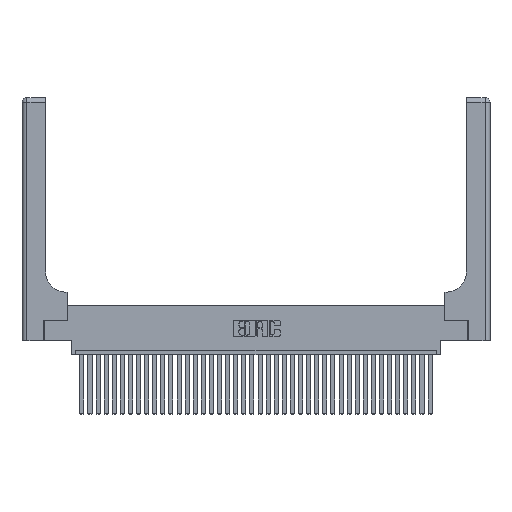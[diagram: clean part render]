
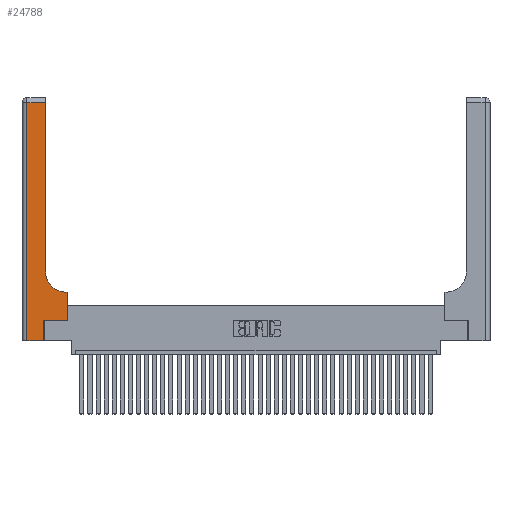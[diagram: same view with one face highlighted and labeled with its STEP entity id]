
A CAD part, top view. The second image highlights one B-rep face of the part: STEP entity #24788.
In plain terms, the highlighted planar face has unit normal (0, 0, 1).
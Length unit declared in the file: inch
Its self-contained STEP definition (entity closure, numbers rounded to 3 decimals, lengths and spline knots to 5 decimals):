
#362 = LINE ( 'NONE', #25673, #12258 ) ;
#579 = CIRCLE ( 'NONE', #6120, 0.25 ) ;
#619 = VERTEX_POINT ( 'NONE', #1058 ) ;
#985 = ORIENTED_EDGE ( 'NONE', *, *, #7801, .T. ) ;
#1058 = CARTESIAN_POINT ( 'NONE',  ( 0.269, 0., 0.37 ) ) ;
#1446 = ORIENTED_EDGE ( 'NONE', *, *, #32897, .T. ) ;
#1458 = CARTESIAN_POINT ( 'NONE',  ( 0.269, 0., 0.37 ) ) ;
#1875 = CARTESIAN_POINT ( 'NONE',  ( 0.269, 0.25, 0.37 ) ) ;
#2519 = EDGE_CURVE ( 'NONE', #21093, #6800, #37679, .T. ) ;
#3156 = LINE ( 'NONE', #31274, #5456 ) ;
#4018 = CARTESIAN_POINT ( 'NONE',  ( 0.06, 3., 0.37 ) ) ;
#4281 = EDGE_CURVE ( 'NONE', #6800, #619, #362, .T. ) ;
#4958 = CARTESIAN_POINT ( 'NONE',  ( 0.2915, 3., 0.37 ) ) ;
#5456 = VECTOR ( 'NONE', #34211, 39.37008 ) ;
#5670 = DIRECTION ( 'NONE',  ( 1., 0., 0. ) ) ;
#6120 = AXIS2_PLACEMENT_3D ( 'NONE', #15613, #11325, #8023 ) ;
#6523 = CARTESIAN_POINT ( 'NONE',  ( 0., 2.94, 0.37 ) ) ;
#6800 = VERTEX_POINT ( 'NONE', #21310 ) ;
#7433 = DIRECTION ( 'NONE',  ( -1., 0., 0. ) ) ;
#7692 = VERTEX_POINT ( 'NONE', #37297 ) ;
#7801 = EDGE_CURVE ( 'NONE', #24258, #27561, #3156, .T. ) ;
#8023 = DIRECTION ( 'NONE',  ( 1., 0., 0. ) ) ;
#8593 = LINE ( 'NONE', #25022, #13651 ) ;
#9226 = VECTOR ( 'NONE', #31465, 39.37008 ) ;
#9279 = VERTEX_POINT ( 'NONE', #26410 ) ;
#10441 = LINE ( 'NONE', #1458, #10887 ) ;
#10887 = VECTOR ( 'NONE', #21922, 39.37008 ) ;
#11072 = FACE_OUTER_BOUND ( 'NONE', #25224, .T. ) ;
#11325 = DIRECTION ( 'NONE',  ( 0., 0., -1. ) ) ;
#11370 = ORIENTED_EDGE ( 'NONE', *, *, #13712, .T. ) ;
#11602 = AXIS2_PLACEMENT_3D ( 'NONE', #33444, #33833, #18799 ) ;
#12258 = VECTOR ( 'NONE', #5670, 39.37008 ) ;
#13651 = VECTOR ( 'NONE', #7433, 39.37008 ) ;
#13668 = DIRECTION ( 'NONE',  ( 0., 1., 0. ) ) ;
#13712 = EDGE_CURVE ( 'NONE', #7692, #35058, #15532, .T. ) ;
#14651 = EDGE_CURVE ( 'NONE', #619, #24258, #10441, .T. ) ;
#14671 = EDGE_CURVE ( 'NONE', #34202, #9279, #8593, .T. ) ;
#15532 = LINE ( 'NONE', #4958, #22413 ) ;
#15613 = CARTESIAN_POINT ( 'NONE',  ( 0.5415, 0.85, 0.37 ) ) ;
#16390 = CARTESIAN_POINT ( 'NONE',  ( 0.5585, 0.25, 0.37 ) ) ;
#16569 = VECTOR ( 'NONE', #33265, 39.37008 ) ;
#16823 = VECTOR ( 'NONE', #29616, 39.37008 ) ;
#18448 = ORIENTED_EDGE ( 'NONE', *, *, #2519, .T. ) ;
#18799 = DIRECTION ( 'NONE',  ( -1., 0., 0. ) ) ;
#20168 = EDGE_CURVE ( 'NONE', #9279, #7692, #579, .T. ) ;
#21093 = VERTEX_POINT ( 'NONE', #33747 ) ;
#21310 = CARTESIAN_POINT ( 'NONE',  ( 0.06, 0., 0.37 ) ) ;
#21917 = ORIENTED_EDGE ( 'NONE', *, *, #29084, .T. ) ;
#21922 = DIRECTION ( 'NONE',  ( 0., 1., 0. ) ) ;
#22413 = VECTOR ( 'NONE', #13668, 39.37008 ) ;
#23053 = ORIENTED_EDGE ( 'NONE', *, *, #4281, .T. ) ;
#23100 = ORIENTED_EDGE ( 'NONE', *, *, #14651, .T. ) ;
#24258 = VERTEX_POINT ( 'NONE', #1875 ) ;
#24706 = PLANE ( 'NONE',  #11602 ) ;
#24788 = ADVANCED_FACE ( 'NONE', ( #11072 ), #24706, .F. ) ;
#25022 = CARTESIAN_POINT ( 'NONE',  ( 0.2915, 0.6, 0.37 ) ) ;
#25224 = EDGE_LOOP ( 'NONE', ( #11370, #21917, #18448, #23053, #23100, #985, #1446, #32366, #37968 ) ) ;
#25673 = CARTESIAN_POINT ( 'NONE',  ( 0., 0., 0.37 ) ) ;
#26410 = CARTESIAN_POINT ( 'NONE',  ( 0.5415, 0.6, 0.37 ) ) ;
#26460 = LINE ( 'NONE', #6523, #16823 ) ;
#27561 = VERTEX_POINT ( 'NONE', #16390 ) ;
#29039 = CARTESIAN_POINT ( 'NONE',  ( 0.5585, 0.6, 0.37 ) ) ;
#29084 = EDGE_CURVE ( 'NONE', #35058, #21093, #26460, .T. ) ;
#29616 = DIRECTION ( 'NONE',  ( -1., 0., 0. ) ) ;
#31274 = CARTESIAN_POINT ( 'NONE',  ( 0.269, 0.25, 0.37 ) ) ;
#31428 = CARTESIAN_POINT ( 'NONE',  ( 0.2915, 2.94, 0.37 ) ) ;
#31465 = DIRECTION ( 'NONE',  ( 0., 1., 0. ) ) ;
#32366 = ORIENTED_EDGE ( 'NONE', *, *, #14671, .T. ) ;
#32897 = EDGE_CURVE ( 'NONE', #27561, #34202, #34507, .T. ) ;
#33265 = DIRECTION ( 'NONE',  ( 0., -1., 0. ) ) ;
#33444 = CARTESIAN_POINT ( 'NONE',  ( 0., 3., 0.37 ) ) ;
#33747 = CARTESIAN_POINT ( 'NONE',  ( 0.06, 2.94, 0.37 ) ) ;
#33833 = DIRECTION ( 'NONE',  ( 0., 0., -1. ) ) ;
#34202 = VERTEX_POINT ( 'NONE', #29039 ) ;
#34211 = DIRECTION ( 'NONE',  ( 1., 0., 0. ) ) ;
#34507 = LINE ( 'NONE', #37218, #9226 ) ;
#35058 = VERTEX_POINT ( 'NONE', #31428 ) ;
#37218 = CARTESIAN_POINT ( 'NONE',  ( 0.5585, 0.25, 0.37 ) ) ;
#37297 = CARTESIAN_POINT ( 'NONE',  ( 0.2915, 0.85, 0.37 ) ) ;
#37679 = LINE ( 'NONE', #4018, #16569 ) ;
#37968 = ORIENTED_EDGE ( 'NONE', *, *, #20168, .T. ) ;
